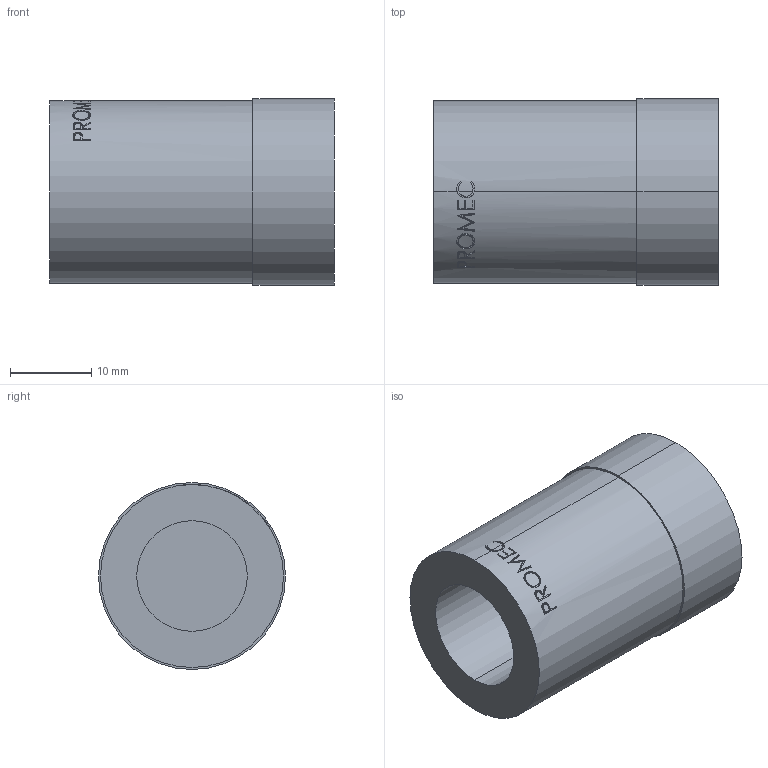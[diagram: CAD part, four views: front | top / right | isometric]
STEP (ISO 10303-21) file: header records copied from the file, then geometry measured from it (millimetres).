
FILE_DESCRIPTION (( 'STEP AP203' ), '1' );
FILE_NAME ('47b5.STEP', '2022-09-11T19:17:39', ( '' ), ( '' ), 'SwSTEP 2.0', 'SolidWorks 2019', '' );
FILE_SCHEMA (( 'CONFIG_CONTROL_DESIGN' ));
Length unit declared in the file: millimetre
Products named in the file (1): 47b5
Bounding box: 35 x 23 x 23 mm (x, y, z)
Volume: 12640.5 mm3; surface area: 3765.3 mm2
Topology: 1 solids, 1 shells, 96 faces, 252 edges, 168 vertices
Faces by surface type: bspline 42, plane 36, cylinder 18
Entity records: 6590 total; most frequent: CARTESIAN_POINT 4496, ORIENTED_EDGE 504, DIRECTION 270, EDGE_CURVE 252, VERTEX_POINT 168, B_SPLINE_CURVE_WITH_KNOTS 144, AXIS2_PLACEMENT_3D 107, EDGE_LOOP 106
